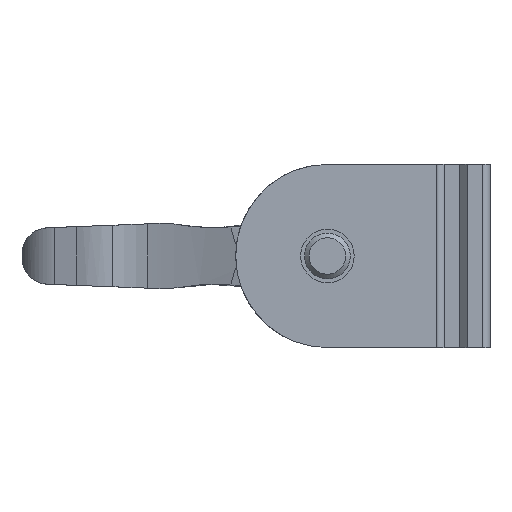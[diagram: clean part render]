
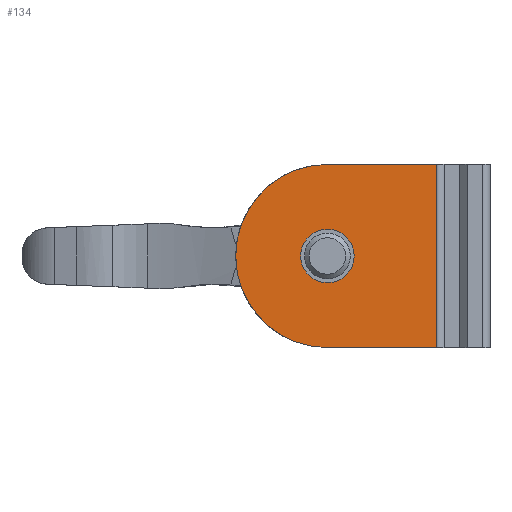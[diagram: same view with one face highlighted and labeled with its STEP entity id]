
A CAD part, left-side view. The second image highlights one B-rep face of the part: STEP entity #134.
In plain terms, the highlighted planar face has unit normal (-1, 0, 0).
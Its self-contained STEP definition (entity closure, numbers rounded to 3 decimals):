
#134 = ADVANCED_FACE( '', ( #303, #304 ), #305, .F. );
#303 = FACE_BOUND( '', #529, .T. );
#304 = FACE_OUTER_BOUND( '', #530, .T. );
#305 = PLANE( '', #531 );
#529 = EDGE_LOOP( '', ( #747 ) );
#530 = EDGE_LOOP( '', ( #748, #749, #750, #751 ) );
#531 = AXIS2_PLACEMENT_3D( '', #752, #753, #754 );
#747 = ORIENTED_EDGE( '', *, *, #1333, .T. );
#748 = ORIENTED_EDGE( '', *, *, #1334, .F. );
#749 = ORIENTED_EDGE( '', *, *, #1335, .F. );
#750 = ORIENTED_EDGE( '', *, *, #1336, .T. );
#751 = ORIENTED_EDGE( '', *, *, #1337, .F. );
#752 = CARTESIAN_POINT( '', ( 0., 28., 12. ) );
#753 = DIRECTION( '', ( 1., 0., 0. ) );
#754 = DIRECTION( '', ( 0., 0., -1. ) );
#1333 = EDGE_CURVE( '', #1564, #1564, #1565, .T. );
#1334 = EDGE_CURVE( '', #1566, #1567, #1568, .T. );
#1335 = EDGE_CURVE( '', #1569, #1566, #1570, .T. );
#1336 = EDGE_CURVE( '', #1569, #1571, #1572, .T. );
#1337 = EDGE_CURVE( '', #1567, #1571, #1573, .T. );
#1564 = VERTEX_POINT( '', #1906 );
#1565 = CIRCLE( '', #1907, 3.5 );
#1566 = VERTEX_POINT( '', #1908 );
#1567 = VERTEX_POINT( '', #1909 );
#1568 = LINE( '', #1910, #1911 );
#1569 = VERTEX_POINT( '', #1912 );
#1570 = CIRCLE( '', #1913, 12. );
#1571 = VERTEX_POINT( '', #1914 );
#1572 = LINE( '', #1915, #1916 );
#1573 = LINE( '', #1917, #1918 );
#1906 = CARTESIAN_POINT( '', ( 0., 15., -3.5 ) );
#1907 = AXIS2_PLACEMENT_3D( '', #2590, #2591, #2592 );
#1908 = CARTESIAN_POINT( '', ( 0., 15., 12. ) );
#1909 = CARTESIAN_POINT( '', ( 0., 0.7, 12. ) );
#1910 = CARTESIAN_POINT( '', ( 0., 28., 12. ) );
#1911 = VECTOR( '', #2593, 1000. );
#1912 = CARTESIAN_POINT( '', ( 0., 15., -12. ) );
#1913 = AXIS2_PLACEMENT_3D( '', #2594, #2595, #2596 );
#1914 = CARTESIAN_POINT( '', ( 0., 0.7, -12. ) );
#1915 = CARTESIAN_POINT( '', ( 0., 28., -12. ) );
#1916 = VECTOR( '', #2597, 1000. );
#1917 = CARTESIAN_POINT( '', ( 0., 0.7, 12. ) );
#1918 = VECTOR( '', #2598, 1000. );
#2590 = CARTESIAN_POINT( '', ( 0., 15., 0. ) );
#2591 = DIRECTION( '', ( 1., 0., 0. ) );
#2592 = DIRECTION( '', ( 0., 0., -1. ) );
#2593 = DIRECTION( '', ( 0., -1., 0. ) );
#2594 = CARTESIAN_POINT( '', ( 0., 15., 0. ) );
#2595 = DIRECTION( '', ( 1., 0., 0. ) );
#2596 = DIRECTION( '', ( 0., 0., -1. ) );
#2597 = DIRECTION( '', ( 0., -1., 0. ) );
#2598 = DIRECTION( '', ( 0., 0., -1. ) );
